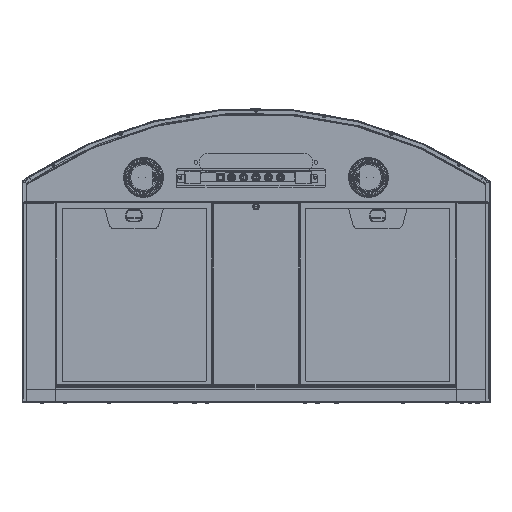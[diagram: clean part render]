
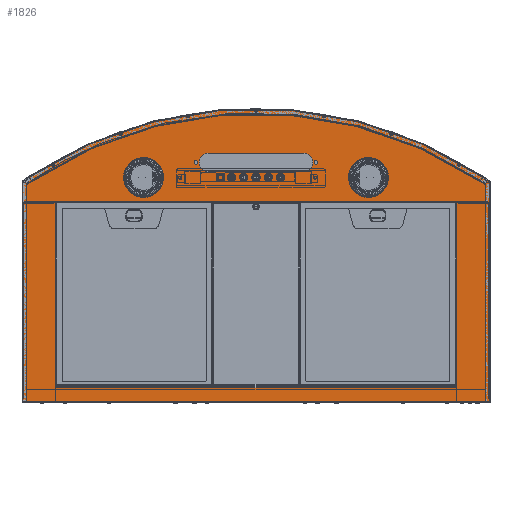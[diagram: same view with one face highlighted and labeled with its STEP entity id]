
A CAD part, front view. The second image highlights one B-rep face of the part: STEP entity #1826.
In plain terms, the highlighted planar face has unit normal (0, -1, 0).
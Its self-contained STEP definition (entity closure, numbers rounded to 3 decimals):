
#422=DIRECTION('',(0.,0.,1.));
#423=VECTOR('',#422,359.195);
#424=CARTESIAN_POINT('',(378.5,0.,0.));
#425=LINE('',#424,#423);
#440=DIRECTION('',(1.,0.,0.));
#441=VECTOR('',#440,650.);
#442=CARTESIAN_POINT('',(-325.,0.,24.5));
#443=LINE('',#442,#441);
#444=DIRECTION('',(0.,0.,1.));
#445=VECTOR('',#444,301.);
#446=CARTESIAN_POINT('',(325.,0.,24.5));
#447=LINE('',#446,#445);
#448=DIRECTION('',(-1.,0.,0.));
#449=VECTOR('',#448,650.);
#450=CARTESIAN_POINT('',(325.,0.,325.5));
#451=LINE('',#450,#449);
#452=DIRECTION('',(0.,0.,-1.));
#453=VECTOR('',#452,301.);
#454=CARTESIAN_POINT('',(-325.,0.,325.5));
#455=LINE('',#454,#453);
#456=CARTESIAN_POINT('',(182.5,0.,365.75));
#457=DIRECTION('',(0.,-1.,0.));
#458=DIRECTION('',(1.,0.,0.));
#459=AXIS2_PLACEMENT_3D('',#456,#457,#458);
#461=CARTESIAN_POINT('',(182.5,0.,365.75));
#462=DIRECTION('',(0.,-1.,0.));
#463=DIRECTION('',(-1.,0.,0.));
#464=AXIS2_PLACEMENT_3D('',#461,#462,#463);
#466=CARTESIAN_POINT('',(-182.5,0.,365.75));
#467=DIRECTION('',(0.,-1.,0.));
#468=DIRECTION('',(1.,0.,0.));
#469=AXIS2_PLACEMENT_3D('',#466,#467,#468);
#471=CARTESIAN_POINT('',(-182.5,0.,365.75));
#472=DIRECTION('',(0.,-1.,0.));
#473=DIRECTION('',(-1.,0.,0.));
#474=AXIS2_PLACEMENT_3D('',#471,#472,#473);
#476=CARTESIAN_POINT('',(-77.75,0.,390.));
#477=DIRECTION('',(0.,-1.,0.));
#478=DIRECTION('',(0.,0.,1.));
#479=AXIS2_PLACEMENT_3D('',#476,#477,#478);
#481=DIRECTION('',(1.,0.,0.));
#482=VECTOR('',#481,155.5);
#483=CARTESIAN_POINT('',(-77.75,0.,375.25));
#484=LINE('',#483,#482);
#485=CARTESIAN_POINT('',(77.75,0.,390.));
#486=DIRECTION('',(0.,-1.,0.));
#487=DIRECTION('',(0.,0.,-1.));
#488=AXIS2_PLACEMENT_3D('',#485,#486,#487);
#490=DIRECTION('',(-1.,0.,0.));
#491=VECTOR('',#490,155.5);
#492=CARTESIAN_POINT('',(77.75,0.,404.75));
#493=LINE('',#492,#491);
#494=CARTESIAN_POINT('',(97.5,0.,390.));
#495=DIRECTION('',(0.,-1.,0.));
#496=DIRECTION('',(0.,0.,-1.));
#497=AXIS2_PLACEMENT_3D('',#494,#495,#496);
#499=CARTESIAN_POINT('',(-97.5,0.,390.));
#500=DIRECTION('',(0.,-1.,0.));
#501=DIRECTION('',(0.,0.,-1.));
#502=AXIS2_PLACEMENT_3D('',#499,#500,#501);
#504=DIRECTION('',(-1.,0.,0.));
#505=VECTOR('',#504,757.);
#506=CARTESIAN_POINT('',(378.5,0.,0.));
#507=LINE('',#506,#505);
#620=CARTESIAN_POINT('',(97.5,0.,390.));
#621=DIRECTION('',(0.,1.,0.));
#622=DIRECTION('',(0.,0.,-1.));
#623=AXIS2_PLACEMENT_3D('',#620,#621,#622);
#638=CARTESIAN_POINT('',(-97.5,0.,390.));
#639=DIRECTION('',(0.,1.,0.));
#640=DIRECTION('',(0.,0.,-1.));
#641=AXIS2_PLACEMENT_3D('',#638,#639,#640);
#665=DIRECTION('',(0.,0.,-1.));
#666=VECTOR('',#665,359.195);
#667=CARTESIAN_POINT('',(-378.5,0.,359.195));
#668=LINE('',#667,#666);
#777=DIRECTION('',(-0.833,0.,0.553));
#778=VECTOR('',#777,12.414);
#779=CARTESIAN_POINT('',(378.5,0.,359.195));
#780=LINE('',#779,#778);
#790=CARTESIAN_POINT('',(0.,0.,-188.695));
#791=DIRECTION('',(0.,-1.,0.));
#792=DIRECTION('',(0.553,0.,0.833));
#793=AXIS2_PLACEMENT_3D('',#790,#791,#792);
#814=DIRECTION('',(-0.833,0.,-0.553));
#815=VECTOR('',#814,12.414);
#816=CARTESIAN_POINT('',(-368.156,0.,366.06));
#817=LINE('',#816,#815);
#898=CARTESIAN_POINT('',(-325.,0.,24.5));
#899=CARTESIAN_POINT('',(325.,0.,24.5));
#900=VERTEX_POINT('',#898);
#901=VERTEX_POINT('',#899);
#902=CARTESIAN_POINT('',(325.,0.,325.5));
#903=VERTEX_POINT('',#902);
#904=CARTESIAN_POINT('',(-325.,0.,325.5));
#905=VERTEX_POINT('',#904);
#914=CARTESIAN_POINT('',(213.,0.,365.75));
#915=CARTESIAN_POINT('',(152.,0.,365.75));
#916=VERTEX_POINT('',#914);
#917=VERTEX_POINT('',#915);
#918=CARTESIAN_POINT('',(-152.,0.,365.75));
#919=CARTESIAN_POINT('',(-213.,0.,365.75));
#920=VERTEX_POINT('',#918);
#921=VERTEX_POINT('',#919);
#1048=CARTESIAN_POINT('',(-378.5,0.,359.195));
#1049=CARTESIAN_POINT('',(-378.5,0.,0.));
#1050=VERTEX_POINT('',#1048);
#1051=VERTEX_POINT('',#1049);
#1056=CARTESIAN_POINT('',(-368.156,0.,366.06));
#1057=VERTEX_POINT('',#1056);
#1058=CARTESIAN_POINT('',(368.156,0.,366.06));
#1059=VERTEX_POINT('',#1058);
#1062=CARTESIAN_POINT('',(378.5,0.,359.195));
#1063=VERTEX_POINT('',#1062);
#1066=CARTESIAN_POINT('',(378.5,0.,0.));
#1067=VERTEX_POINT('',#1066);
#1088=CARTESIAN_POINT('',(-77.75,0.,404.75));
#1089=CARTESIAN_POINT('',(-77.75,0.,375.25));
#1090=VERTEX_POINT('',#1088);
#1091=VERTEX_POINT('',#1089);
#1092=CARTESIAN_POINT('',(77.75,0.,375.25));
#1093=VERTEX_POINT('',#1092);
#1094=CARTESIAN_POINT('',(77.75,0.,404.75));
#1095=VERTEX_POINT('',#1094);
#1096=CARTESIAN_POINT('',(97.5,0.,387.));
#1097=CARTESIAN_POINT('',(100.5,0.,390.));
#1098=VERTEX_POINT('',#1096);
#1099=VERTEX_POINT('',#1097);
#1100=CARTESIAN_POINT('',(-97.5,0.,387.));
#1101=CARTESIAN_POINT('',(-94.5,0.,390.));
#1102=VERTEX_POINT('',#1100);
#1103=VERTEX_POINT('',#1101);
#1765=CARTESIAN_POINT('',(0.,0.,0.));
#1766=DIRECTION('',(0.,1.,0.));
#1767=DIRECTION('',(1.,0.,0.));
#1768=AXIS2_PLACEMENT_3D('',#1765,#1766,#1767);
#1769=PLANE('',#1768);
#1771=ORIENTED_EDGE('',*,*,#1770,.F.);
#1773=ORIENTED_EDGE('',*,*,#1772,.F.);
#1775=ORIENTED_EDGE('',*,*,#1774,.F.);
#1777=ORIENTED_EDGE('',*,*,#1776,.F.);
#1778=ORIENTED_EDGE('',*,*,#1756,.F.);
#1779=ORIENTED_EDGE('',*,*,#1213,.T.);
#1780=EDGE_LOOP('',(#1771,#1773,#1775,#1777,#1778,#1779));
#1781=FACE_OUTER_BOUND('',#1780,.F.);
#1783=ORIENTED_EDGE('',*,*,#1782,.T.);
#1785=ORIENTED_EDGE('',*,*,#1784,.T.);
#1786=EDGE_LOOP('',(#1783,#1785));
#1787=FACE_BOUND('',#1786,.F.);
#1789=ORIENTED_EDGE('',*,*,#1788,.T.);
#1791=ORIENTED_EDGE('',*,*,#1790,.T.);
#1792=EDGE_LOOP('',(#1789,#1791));
#1793=FACE_BOUND('',#1792,.F.);
#1795=ORIENTED_EDGE('',*,*,#1794,.T.);
#1797=ORIENTED_EDGE('',*,*,#1796,.T.);
#1799=ORIENTED_EDGE('',*,*,#1798,.T.);
#1801=ORIENTED_EDGE('',*,*,#1800,.T.);
#1802=EDGE_LOOP('',(#1795,#1797,#1799,#1801));
#1803=FACE_BOUND('',#1802,.F.);
#1805=ORIENTED_EDGE('',*,*,#1804,.F.);
#1807=ORIENTED_EDGE('',*,*,#1806,.T.);
#1808=EDGE_LOOP('',(#1805,#1807));
#1809=FACE_BOUND('',#1808,.F.);
#1811=ORIENTED_EDGE('',*,*,#1810,.F.);
#1813=ORIENTED_EDGE('',*,*,#1812,.T.);
#1814=EDGE_LOOP('',(#1811,#1813));
#1815=FACE_BOUND('',#1814,.F.);
#1817=ORIENTED_EDGE('',*,*,#1816,.T.);
#1819=ORIENTED_EDGE('',*,*,#1818,.T.);
#1821=ORIENTED_EDGE('',*,*,#1820,.T.);
#1823=ORIENTED_EDGE('',*,*,#1822,.T.);
#1824=EDGE_LOOP('',(#1817,#1819,#1821,#1823));
#1825=FACE_BOUND('',#1824,.F.);
#1826=ADVANCED_FACE('',(#1781,#1787,#1793,#1803,#1809,#1815,#1825),#1769,.F.);
#460=CIRCLE('',#459,30.5);
#465=CIRCLE('',#464,30.5);
#470=CIRCLE('',#469,30.5);
#475=CIRCLE('',#474,30.5);
#480=CIRCLE('',#479,14.75);
#489=CIRCLE('',#488,14.75);
#498=CIRCLE('',#497,3.);
#503=CIRCLE('',#502,3.);
#624=CIRCLE('',#623,3.);
#642=CIRCLE('',#641,3.);
#794=CIRCLE('',#793,665.801);
#1213=EDGE_CURVE('',#1067,#1051,#507,.T.);
#1756=EDGE_CURVE('',#1067,#1063,#425,.T.);
#1770=EDGE_CURVE('',#1050,#1051,#668,.T.);
#1772=EDGE_CURVE('',#1057,#1050,#817,.T.);
#1774=EDGE_CURVE('',#1059,#1057,#794,.T.);
#1776=EDGE_CURVE('',#1063,#1059,#780,.T.);
#1782=EDGE_CURVE('',#916,#917,#460,.T.);
#1784=EDGE_CURVE('',#917,#916,#465,.T.);
#1788=EDGE_CURVE('',#920,#921,#470,.T.);
#1790=EDGE_CURVE('',#921,#920,#475,.T.);
#1794=EDGE_CURVE('',#1090,#1091,#480,.T.);
#1796=EDGE_CURVE('',#1091,#1093,#484,.T.);
#1798=EDGE_CURVE('',#1093,#1095,#489,.T.);
#1800=EDGE_CURVE('',#1095,#1090,#493,.T.);
#1804=EDGE_CURVE('',#1098,#1099,#624,.T.);
#1806=EDGE_CURVE('',#1098,#1099,#498,.T.);
#1810=EDGE_CURVE('',#1102,#1103,#642,.T.);
#1812=EDGE_CURVE('',#1102,#1103,#503,.T.);
#1816=EDGE_CURVE('',#900,#901,#443,.T.);
#1818=EDGE_CURVE('',#901,#903,#447,.T.);
#1820=EDGE_CURVE('',#903,#905,#451,.T.);
#1822=EDGE_CURVE('',#905,#900,#455,.T.);
